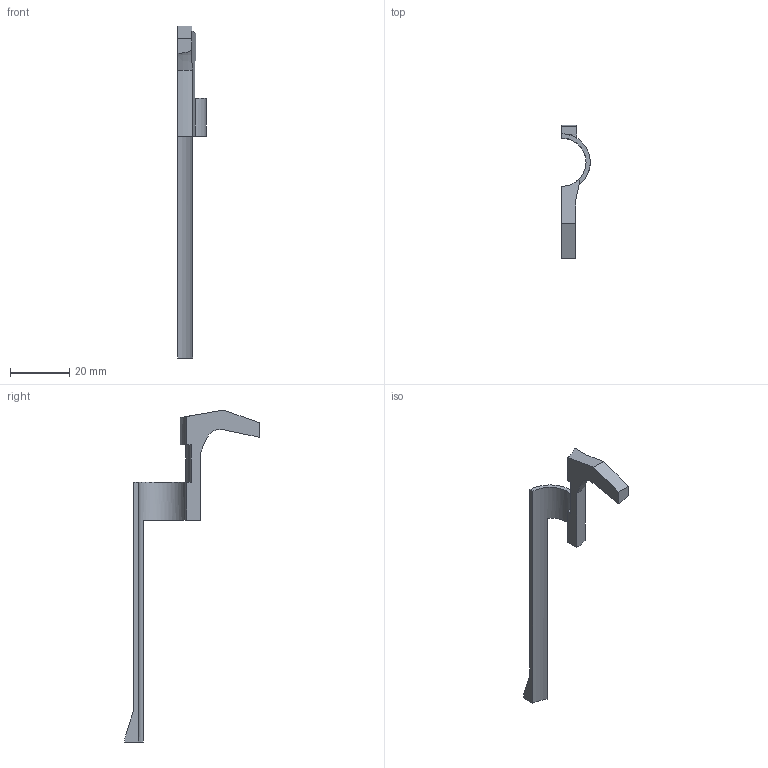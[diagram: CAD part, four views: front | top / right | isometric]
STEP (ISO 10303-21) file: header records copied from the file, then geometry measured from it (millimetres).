
FILE_DESCRIPTION(/* description */ (''),/* implementation_level */ '2;1');
FILE_NAME(/* name */ 'TRIGGER_RIGHT[1.1].step',/* time_stamp */ '2021-12-01T10:13:46-05:00',/* author */ (''),/* organization */ (''),/* preprocessor_version */ 'ST-DEVELOPER v18.1',/* originating_system */ 'Autodesk Translation Framework v10.9.0.1377',/* authorisation */ '');
FILE_SCHEMA (('AUTOMOTIVE_DESIGN { 1 0 10303 214 3 1 1 }'));
Length unit declared in the file: inch
Products named in the file (1): FusionComponent
Bounding box: 9.55 x 45.15 x 111.69 mm (x, y, z)
Volume: 2494.5 mm3; surface area: 2942.8 mm2
Topology: 1 solids, 1 shells, 27 faces, 75 edges, 50 vertices
Faces by surface type: plane 14, cylinder 7, bspline 6
Entity records: 990 total; most frequent: CARTESIAN_POINT 300, ORIENTED_EDGE 150, DIRECTION 118, EDGE_CURVE 75, VERTEX_POINT 50, LINE 42, VECTOR 42, AXIS2_PLACEMENT_3D 38
